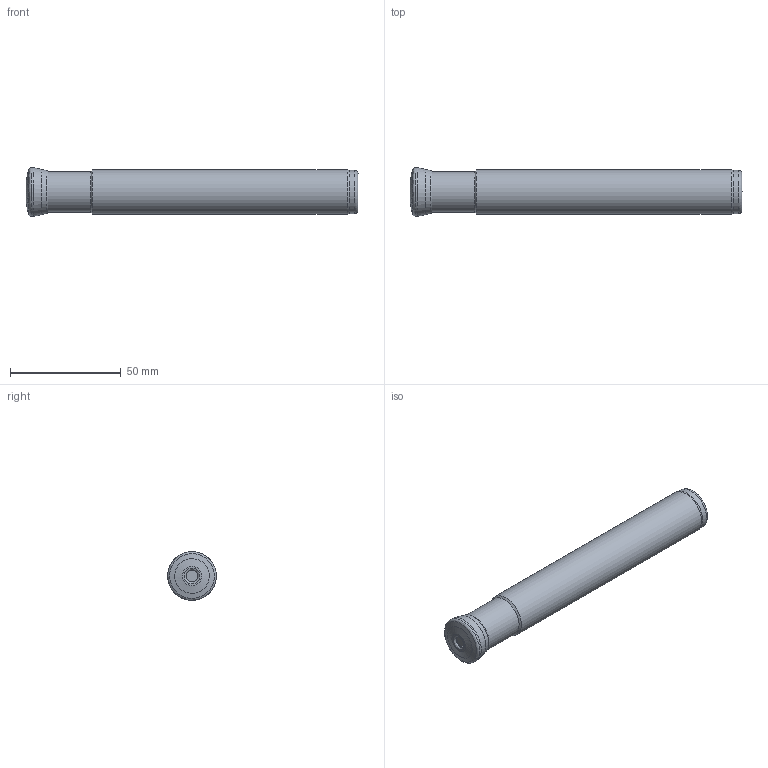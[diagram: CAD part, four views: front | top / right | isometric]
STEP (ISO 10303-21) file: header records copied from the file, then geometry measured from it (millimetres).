
FILE_DESCRIPTION(/* description */ (''),/* implementation_level */ '2;1');
FILE_NAME(/* name */ 'AHFMC-SD09T3-D22-W20-L150-Z02.stp',/* time_stamp */ '2023-10-27T21:48:05+03:00',/* author */ (''),/* organization */ (''),/* preprocessor_version */ 'ST-DEVELOPER v19.4',/* originating_system */ 'SIEMENS PLM Software NX2306.5001',/* authorisation */ '');
FILE_SCHEMA (('AUTOMOTIVE_DESIGN { 1 0 10303 214 3 1 1 1 }'));
Length unit declared in the file: millimetre
Products named in the file (1): AHFMC-SD09T3-D22-W20-L150-Z02-LIGHT_x_t_objects
Bounding box: 150 x 22 x 22 mm (x, y, z)
Volume: 48595 mm3; surface area: 11075.1 mm2
Topology: 2 solids, 2 shells, 33 faces, 63 edges, 32 vertices
Faces by surface type: bspline 14, torus 6, plane 4, revolution 3, cone 3, cylinder 3
Full cylindrical faces by diameter (mm): 18.5 x1, 19.5 x1, 20 x1
Entity records: 1008 total; most frequent: CARTESIAN_POINT 398, DIRECTION 121, ORIENTED_EDGE 96, AXIS2_PLACEMENT_3D 53, EDGE_LOOP 48, EDGE_CURVE 48, CIRCLE 36, ADVANCED_FACE 33
